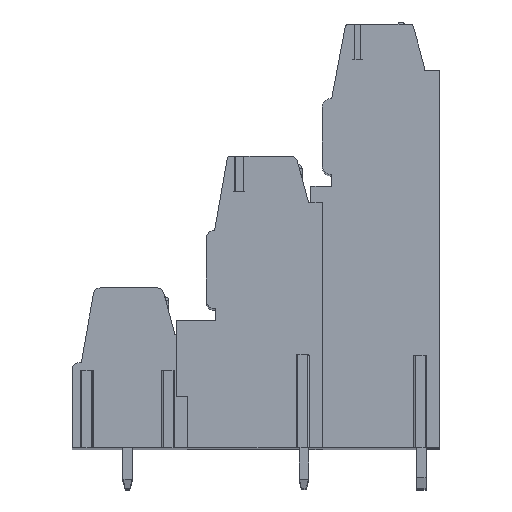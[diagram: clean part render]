
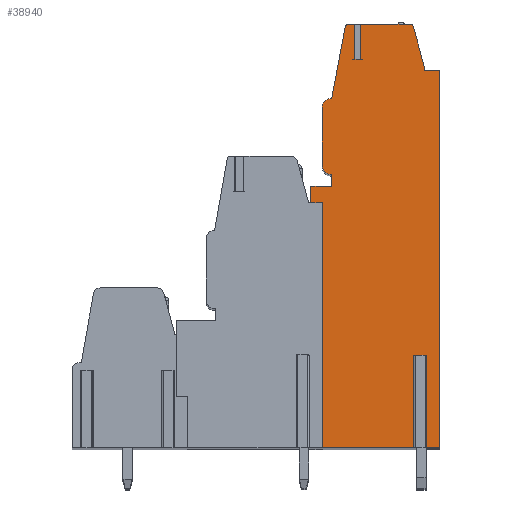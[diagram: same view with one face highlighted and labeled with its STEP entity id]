
A CAD part, top view. The second image highlights one B-rep face of the part: STEP entity #38940.
In plain terms, the highlighted planar face has unit normal (0, 0, 1).
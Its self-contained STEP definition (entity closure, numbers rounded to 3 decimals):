
#13=DIRECTION('',(0.,1.,0.));
#14=VECTOR('',#13,14.45);
#15=CARTESIAN_POINT('',(1.,-19.1,93.98));
#16=LINE('',#15,#14);
#17=DIRECTION('',(0.,-1.,0.));
#18=VECTOR('',#17,1.45);
#19=CARTESIAN_POINT('',(0.,3.5,93.98));
#20=LINE('',#19,#18);
#21=DIRECTION('',(-1.,0.,0.));
#22=VECTOR('',#21,1.8);
#23=CARTESIAN_POINT('',(1.8,3.5,93.98));
#24=LINE('',#23,#22);
#25=DIRECTION('',(0.,-1.,0.));
#26=VECTOR('',#25,1.);
#27=CARTESIAN_POINT('',(1.8,4.5,93.98));
#28=LINE('',#27,#26);
#29=CARTESIAN_POINT('',(1.8,5.3,93.98));
#30=DIRECTION('',(0.,0.,1.));
#31=DIRECTION('',(-1.,0.,0.));
#32=AXIS2_PLACEMENT_3D('',#29,#30,#31);
#34=DIRECTION('',(0.,-1.,0.));
#35=VECTOR('',#34,5.);
#36=CARTESIAN_POINT('',(1.,10.3,93.98));
#37=LINE('',#36,#35);
#38=CARTESIAN_POINT('',(1.8,10.3,93.98));
#39=DIRECTION('',(0.,0.,1.));
#40=DIRECTION('',(0.,1.,0.));
#41=AXIS2_PLACEMENT_3D('',#38,#39,#40);
#43=DIRECTION('',(-0.186,-0.983,0.));
#44=VECTOR('',#43,6.265);
#45=CARTESIAN_POINT('',(2.964,17.256,93.98));
#46=LINE('',#45,#44);
#47=CARTESIAN_POINT('',(3.259,17.2,93.98));
#48=DIRECTION('',(0.,0.,1.));
#49=DIRECTION('',(0.,1.,0.));
#50=AXIS2_PLACEMENT_3D('',#47,#48,#49);
#52=DIRECTION('',(-1.,0.,0.));
#53=VECTOR('',#52,0.551);
#54=CARTESIAN_POINT('',(3.81,17.5,93.98));
#55=LINE('',#54,#53);
#56=DIRECTION('',(0.,-1.,0.));
#57=VECTOR('',#56,3.05);
#58=CARTESIAN_POINT('',(3.81,17.5,93.98));
#59=LINE('',#58,#57);
#60=DIRECTION('',(1.,0.,0.));
#61=VECTOR('',#60,0.5);
#62=CARTESIAN_POINT('',(3.81,14.45,93.98));
#63=LINE('',#62,#61);
#64=DIRECTION('',(0.,-1.,0.));
#65=VECTOR('',#64,3.05);
#66=CARTESIAN_POINT('',(4.31,17.5,93.98));
#67=LINE('',#66,#65);
#68=DIRECTION('',(-1.,0.,0.));
#69=VECTOR('',#68,4.27);
#70=CARTESIAN_POINT('',(8.58,17.5,93.98));
#71=LINE('',#70,#69);
#72=CARTESIAN_POINT('',(8.58,17.2,93.98));
#73=DIRECTION('',(0.,0.,1.));
#74=DIRECTION('',(0.965,0.261,0.));
#75=AXIS2_PLACEMENT_3D('',#72,#73,#74);
#77=DIRECTION('',(-0.261,0.965,0.));
#78=VECTOR('',#77,3.539);
#79=CARTESIAN_POINT('',(9.792,13.861,93.98));
#80=LINE('',#79,#78);
#81=DIRECTION('',(-0.035,0.999,0.));
#82=VECTOR('',#81,0.361);
#83=CARTESIAN_POINT('',(9.805,13.5,93.98));
#84=LINE('',#83,#82);
#85=DIRECTION('',(-1.,0.,0.));
#86=VECTOR('',#85,1.355);
#87=CARTESIAN_POINT('',(11.16,13.5,93.98));
#88=LINE('',#87,#86);
#89=DIRECTION('',(0.,1.,0.));
#90=VECTOR('',#89,32.6);
#91=CARTESIAN_POINT('',(11.16,-19.1,93.98));
#92=LINE('',#91,#90);
#93=DIRECTION('',(1.,0.,0.));
#94=VECTOR('',#93,1.39);
#95=CARTESIAN_POINT('',(9.77,-19.1,93.98));
#96=LINE('',#95,#94);
#97=DIRECTION('',(0.,1.,0.));
#98=VECTOR('',#97,8.);
#99=CARTESIAN_POINT('',(9.77,-19.1,93.98));
#100=LINE('',#99,#98);
#101=DIRECTION('',(-1.,0.,0.));
#102=VECTOR('',#101,0.62);
#103=CARTESIAN_POINT('',(9.77,-11.1,93.98));
#104=LINE('',#103,#102);
#105=DIRECTION('',(0.,1.,0.));
#106=VECTOR('',#105,8.);
#107=CARTESIAN_POINT('',(9.15,-19.1,93.98));
#108=LINE('',#107,#106);
#109=DIRECTION('',(1.,0.,0.));
#110=VECTOR('',#109,8.15);
#111=CARTESIAN_POINT('',(1.,-19.1,93.98));
#112=LINE('',#111,#110);
#133=DIRECTION('',(-1.,0.,0.));
#134=VECTOR('',#133,1.195);
#135=CARTESIAN_POINT('',(1.,-4.65,93.98));
#136=LINE('',#135,#134);
#141=DIRECTION('',(-1.,0.,0.));
#142=VECTOR('',#141,0.195);
#143=CARTESIAN_POINT('',(0.,2.05,93.98));
#144=LINE('',#143,#142);
#903=DIRECTION('',(0.,-1.,0.));
#904=VECTOR('',#903,6.7);
#905=CARTESIAN_POINT('',(-0.195,2.05,93.98));
#906=LINE('',#905,#904);
#30741=CARTESIAN_POINT('',(11.16,-19.1,93.98));
#30742=CARTESIAN_POINT('',(11.16,13.5,93.98));
#30743=VERTEX_POINT('',#30741);
#30744=VERTEX_POINT('',#30742);
#30745=CARTESIAN_POINT('',(9.805,13.5,93.98));
#30746=VERTEX_POINT('',#30745);
#30747=CARTESIAN_POINT('',(9.792,13.861,93.98));
#30748=VERTEX_POINT('',#30747);
#30749=CARTESIAN_POINT('',(8.87,17.278,93.98));
#30750=VERTEX_POINT('',#30749);
#30751=CARTESIAN_POINT('',(8.58,17.5,93.98));
#30752=VERTEX_POINT('',#30751);
#30753=CARTESIAN_POINT('',(3.259,17.5,93.98));
#30754=CARTESIAN_POINT('',(2.964,17.256,93.98));
#30755=VERTEX_POINT('',#30753);
#30756=VERTEX_POINT('',#30754);
#30757=CARTESIAN_POINT('',(1.8,11.1,93.98));
#30758=VERTEX_POINT('',#30757);
#30759=CARTESIAN_POINT('',(1.,10.3,93.98));
#30760=VERTEX_POINT('',#30759);
#30761=CARTESIAN_POINT('',(1.,5.3,93.98));
#30762=VERTEX_POINT('',#30761);
#30763=CARTESIAN_POINT('',(1.8,4.5,93.98));
#30764=VERTEX_POINT('',#30763);
#30765=CARTESIAN_POINT('',(1.8,3.5,93.98));
#30766=VERTEX_POINT('',#30765);
#30767=CARTESIAN_POINT('',(0.,3.5,93.98));
#30768=VERTEX_POINT('',#30767);
#30867=CARTESIAN_POINT('',(1.,-19.1,93.98));
#30868=VERTEX_POINT('',#30867);
#30893=CARTESIAN_POINT('',(9.77,-11.1,93.98));
#30894=CARTESIAN_POINT('',(9.15,-11.1,93.98));
#30895=VERTEX_POINT('',#30893);
#30896=VERTEX_POINT('',#30894);
#30897=CARTESIAN_POINT('',(9.77,-19.1,93.98));
#30898=VERTEX_POINT('',#30897);
#30899=CARTESIAN_POINT('',(9.15,-19.1,93.98));
#30900=VERTEX_POINT('',#30899);
#30937=CARTESIAN_POINT('',(3.81,14.45,93.98));
#30938=CARTESIAN_POINT('',(4.31,14.45,93.98));
#30939=VERTEX_POINT('',#30937);
#30940=VERTEX_POINT('',#30938);
#30941=CARTESIAN_POINT('',(4.31,17.5,93.98));
#30942=VERTEX_POINT('',#30941);
#30943=CARTESIAN_POINT('',(3.81,17.5,93.98));
#30944=VERTEX_POINT('',#30943);
#31321=CARTESIAN_POINT('',(-0.195,-4.65,93.98));
#31323=VERTEX_POINT('',#31321);
#31325=CARTESIAN_POINT('',(0.,2.05,93.98));
#31326=CARTESIAN_POINT('',(-0.195,2.05,93.98));
#31327=VERTEX_POINT('',#31325);
#31328=VERTEX_POINT('',#31326);
#31333=CARTESIAN_POINT('',(1.,-4.65,93.98));
#31335=VERTEX_POINT('',#31333);
#38879=CARTESIAN_POINT('',(0.,0.,93.98));
#38880=DIRECTION('',(0.,0.,1.));
#38881=DIRECTION('',(1.,0.,0.));
#38882=AXIS2_PLACEMENT_3D('',#38879,#38880,#38881);
#38883=PLANE('',#38882);
#38885=ORIENTED_EDGE('',*,*,#38884,.T.);
#38887=ORIENTED_EDGE('',*,*,#38886,.T.);
#38889=ORIENTED_EDGE('',*,*,#38888,.F.);
#38891=ORIENTED_EDGE('',*,*,#38890,.F.);
#38893=ORIENTED_EDGE('',*,*,#38892,.F.);
#38895=ORIENTED_EDGE('',*,*,#38894,.F.);
#38897=ORIENTED_EDGE('',*,*,#38896,.F.);
#38899=ORIENTED_EDGE('',*,*,#38898,.F.);
#38901=ORIENTED_EDGE('',*,*,#38900,.F.);
#38903=ORIENTED_EDGE('',*,*,#38902,.F.);
#38905=ORIENTED_EDGE('',*,*,#38904,.F.);
#38907=ORIENTED_EDGE('',*,*,#38906,.F.);
#38909=ORIENTED_EDGE('',*,*,#38908,.F.);
#38911=ORIENTED_EDGE('',*,*,#38910,.T.);
#38913=ORIENTED_EDGE('',*,*,#38912,.T.);
#38915=ORIENTED_EDGE('',*,*,#38914,.F.);
#38917=ORIENTED_EDGE('',*,*,#38916,.F.);
#38919=ORIENTED_EDGE('',*,*,#38918,.F.);
#38921=ORIENTED_EDGE('',*,*,#38920,.F.);
#38923=ORIENTED_EDGE('',*,*,#38922,.F.);
#38925=ORIENTED_EDGE('',*,*,#38924,.F.);
#38927=ORIENTED_EDGE('',*,*,#38926,.F.);
#38929=ORIENTED_EDGE('',*,*,#38928,.F.);
#38931=ORIENTED_EDGE('',*,*,#38930,.T.);
#38933=ORIENTED_EDGE('',*,*,#38932,.T.);
#38935=ORIENTED_EDGE('',*,*,#38934,.F.);
#38937=ORIENTED_EDGE('',*,*,#38936,.F.);
#38938=EDGE_LOOP('',(#38885,#38887,#38889,#38891,#38893,#38895,#38897,#38899,
#38901,#38903,#38905,#38907,#38909,#38911,#38913,#38915,#38917,#38919,#38921,
#38923,#38925,#38927,#38929,#38931,#38933,#38935,#38937));
#38939=FACE_OUTER_BOUND('',#38938,.F.);
#33=CIRCLE('',#32,0.8);
#42=CIRCLE('',#41,0.8);
#51=CIRCLE('',#50,0.3);
#76=CIRCLE('',#75,0.3);
#38884=EDGE_CURVE('',#30868,#31335,#16,.T.);
#38886=EDGE_CURVE('',#31335,#31323,#136,.T.);
#38888=EDGE_CURVE('',#31328,#31323,#906,.T.);
#38890=EDGE_CURVE('',#31327,#31328,#144,.T.);
#38892=EDGE_CURVE('',#30768,#31327,#20,.T.);
#38894=EDGE_CURVE('',#30766,#30768,#24,.T.);
#38896=EDGE_CURVE('',#30764,#30766,#28,.T.);
#38898=EDGE_CURVE('',#30762,#30764,#33,.T.);
#38900=EDGE_CURVE('',#30760,#30762,#37,.T.);
#38902=EDGE_CURVE('',#30758,#30760,#42,.T.);
#38904=EDGE_CURVE('',#30756,#30758,#46,.T.);
#38906=EDGE_CURVE('',#30755,#30756,#51,.T.);
#38908=EDGE_CURVE('',#30944,#30755,#55,.T.);
#38910=EDGE_CURVE('',#30944,#30939,#59,.T.);
#38912=EDGE_CURVE('',#30939,#30940,#63,.T.);
#38914=EDGE_CURVE('',#30942,#30940,#67,.T.);
#38916=EDGE_CURVE('',#30752,#30942,#71,.T.);
#38918=EDGE_CURVE('',#30750,#30752,#76,.T.);
#38920=EDGE_CURVE('',#30748,#30750,#80,.T.);
#38922=EDGE_CURVE('',#30746,#30748,#84,.T.);
#38924=EDGE_CURVE('',#30744,#30746,#88,.T.);
#38926=EDGE_CURVE('',#30743,#30744,#92,.T.);
#38928=EDGE_CURVE('',#30898,#30743,#96,.T.);
#38930=EDGE_CURVE('',#30898,#30895,#100,.T.);
#38932=EDGE_CURVE('',#30895,#30896,#104,.T.);
#38934=EDGE_CURVE('',#30900,#30896,#108,.T.);
#38936=EDGE_CURVE('',#30868,#30900,#112,.T.);
#38940=ADVANCED_FACE('',(#38939),#38883,.T.);
